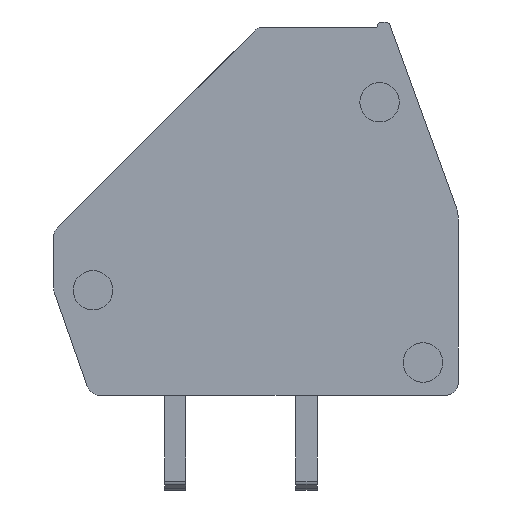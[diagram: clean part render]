
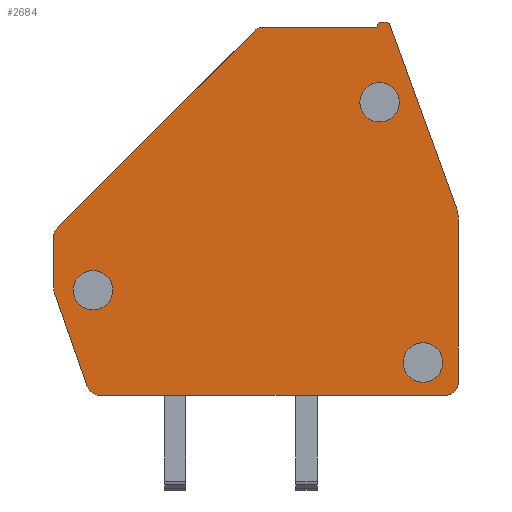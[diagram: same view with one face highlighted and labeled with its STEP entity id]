
A CAD part, front view. The second image highlights one B-rep face of the part: STEP entity #2684.
In plain terms, the highlighted planar face has unit normal (0, -1, 0).
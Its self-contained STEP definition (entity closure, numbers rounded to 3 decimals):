
#159=CIRCLE('',#2835,0.75);
#160=CIRCLE('',#2837,0.75);
#161=CIRCLE('',#2839,0.75);
#172=CIRCLE('',#2866,0.5);
#173=CIRCLE('',#2867,0.5);
#174=CIRCLE('',#2868,0.5);
#175=CIRCLE('',#2869,0.5);
#176=CIRCLE('',#2870,1.5);
#177=CIRCLE('',#2871,0.2);
#178=CIRCLE('',#2872,0.2);
#179=CIRCLE('',#2873,0.5);
#379=ORIENTED_EDGE('',*,*,#848,.F.);
#380=ORIENTED_EDGE('',*,*,#880,.T.);
#381=ORIENTED_EDGE('',*,*,#881,.T.);
#382=ORIENTED_EDGE('',*,*,#882,.T.);
#383=ORIENTED_EDGE('',*,*,#883,.T.);
#384=ORIENTED_EDGE('',*,*,#884,.T.);
#385=ORIENTED_EDGE('',*,*,#885,.T.);
#386=ORIENTED_EDGE('',*,*,#886,.F.);
#387=ORIENTED_EDGE('',*,*,#887,.T.);
#388=ORIENTED_EDGE('',*,*,#888,.F.);
#389=ORIENTED_EDGE('',*,*,#889,.F.);
#390=ORIENTED_EDGE('',*,*,#890,.F.);
#391=ORIENTED_EDGE('',*,*,#891,.T.);
#392=ORIENTED_EDGE('',*,*,#892,.T.);
#393=ORIENTED_EDGE('',*,*,#893,.T.);
#394=ORIENTED_EDGE('',*,*,#894,.F.);
#395=ORIENTED_EDGE('',*,*,#895,.T.);
#396=ORIENTED_EDGE('',*,*,#846,.F.);
#397=ORIENTED_EDGE('',*,*,#847,.F.);
#846=EDGE_CURVE('',#1107,#1107,#159,.F.);
#847=EDGE_CURVE('',#1108,#1108,#160,.F.);
#848=EDGE_CURVE('',#1109,#1109,#161,.F.);
#880=EDGE_CURVE('',#1125,#1126,#1264,.T.);
#881=EDGE_CURVE('',#1126,#1127,#172,.F.);
#882=EDGE_CURVE('',#1127,#1128,#1265,.T.);
#883=EDGE_CURVE('',#1128,#1129,#173,.F.);
#884=EDGE_CURVE('',#1129,#1130,#1266,.T.);
#885=EDGE_CURVE('',#1130,#1131,#174,.F.);
#886=EDGE_CURVE('',#1132,#1131,#1267,.T.);
#887=EDGE_CURVE('',#1132,#1133,#175,.F.);
#888=EDGE_CURVE('',#1134,#1133,#1268,.T.);
#889=EDGE_CURVE('',#1135,#1134,#176,.F.);
#890=EDGE_CURVE('',#1136,#1135,#1269,.T.);
#891=EDGE_CURVE('',#1136,#1137,#177,.F.);
#892=EDGE_CURVE('',#1137,#1138,#1270,.T.);
#893=EDGE_CURVE('',#1138,#1139,#178,.T.);
#894=EDGE_CURVE('',#1140,#1139,#1271,.T.);
#895=EDGE_CURVE('',#1140,#1125,#179,.F.);
#1107=VERTEX_POINT('',#3808);
#1108=VERTEX_POINT('',#3811);
#1109=VERTEX_POINT('',#3814);
#1125=VERTEX_POINT('',#3898);
#1126=VERTEX_POINT('',#3899);
#1127=VERTEX_POINT('',#3901);
#1128=VERTEX_POINT('',#3903);
#1129=VERTEX_POINT('',#3905);
#1130=VERTEX_POINT('',#3907);
#1131=VERTEX_POINT('',#3909);
#1132=VERTEX_POINT('',#3911);
#1133=VERTEX_POINT('',#3913);
#1134=VERTEX_POINT('',#3915);
#1135=VERTEX_POINT('',#3917);
#1136=VERTEX_POINT('',#3919);
#1137=VERTEX_POINT('',#3921);
#1138=VERTEX_POINT('',#3923);
#1139=VERTEX_POINT('',#3925);
#1140=VERTEX_POINT('',#3927);
#1264=LINE('',#3897,#1425);
#1265=LINE('',#3902,#1426);
#1266=LINE('',#3906,#1427);
#1267=LINE('',#3910,#1428);
#1268=LINE('',#3914,#1429);
#1269=LINE('',#3918,#1430);
#1270=LINE('',#3922,#1431);
#1271=LINE('',#3926,#1432);
#1425=VECTOR('',#3238,1000.);
#1426=VECTOR('',#3241,1000.);
#1427=VECTOR('',#3244,1000.);
#1428=VECTOR('',#3247,1000.);
#1429=VECTOR('',#3250,1000.);
#1430=VECTOR('',#3253,1000.);
#1431=VECTOR('',#3256,1000.);
#1432=VECTOR('',#3259,1000.);
#1588=EDGE_LOOP('',(#379));
#1589=EDGE_LOOP('',(#380,#381,#382,#383,#384,#385,#386,#387,#388,#389,#390,
#391,#392,#393,#394,#395));
#1590=EDGE_LOOP('',(#396));
#1591=EDGE_LOOP('',(#397));
#1712=FACE_BOUND('',#1588,.T.);
#1713=FACE_BOUND('',#1589,.T.);
#1714=FACE_BOUND('',#1590,.T.);
#1715=FACE_BOUND('',#1591,.T.);
#1801=PLANE('',#2865);
#2684=ADVANCED_FACE('',(#1712,#1713,#1714,#1715),#1801,.F.);
#2835=AXIS2_PLACEMENT_3D('',#3807,#3159,#3160);
#2837=AXIS2_PLACEMENT_3D('',#3810,#3163,#3164);
#2839=AXIS2_PLACEMENT_3D('',#3813,#3167,#3168);
#2865=AXIS2_PLACEMENT_3D('',#3896,#3236,#3237);
#2866=AXIS2_PLACEMENT_3D('',#3900,#3239,#3240);
#2867=AXIS2_PLACEMENT_3D('',#3904,#3242,#3243);
#2868=AXIS2_PLACEMENT_3D('',#3908,#3245,#3246);
#2869=AXIS2_PLACEMENT_3D('',#3912,#3248,#3249);
#2870=AXIS2_PLACEMENT_3D('',#3916,#3251,#3252);
#2871=AXIS2_PLACEMENT_3D('',#3920,#3254,#3255);
#2872=AXIS2_PLACEMENT_3D('',#3924,#3257,#3258);
#2873=AXIS2_PLACEMENT_3D('',#3928,#3260,#3261);
#3159=DIRECTION('',(0.,1.,0.));
#3160=DIRECTION('',(0.,0.,1.));
#3163=DIRECTION('',(0.,1.,0.));
#3164=DIRECTION('',(0.,0.,1.));
#3167=DIRECTION('',(0.,1.,0.));
#3168=DIRECTION('',(0.,0.,1.));
#3236=DIRECTION('',(0.,1.,0.));
#3237=DIRECTION('',(0.,0.,1.));
#3238=DIRECTION('',(-0.707,0.,-0.707));
#3239=DIRECTION('',(0.,1.,0.));
#3240=DIRECTION('',(0.,0.,1.));
#3241=DIRECTION('',(0.,0.,-1.));
#3242=DIRECTION('',(0.,1.,0.));
#3243=DIRECTION('',(0.,0.,1.));
#3244=DIRECTION('',(0.33,0.,-0.944));
#3245=DIRECTION('',(0.,1.,0.));
#3246=DIRECTION('',(0.,0.,1.));
#3247=DIRECTION('',(-1.,0.,0.));
#3248=DIRECTION('',(0.,1.,0.));
#3249=DIRECTION('',(0.,0.,1.));
#3250=DIRECTION('',(0.,0.,-1.));
#3251=DIRECTION('',(0.,-1.,0.));
#3252=DIRECTION('',(0.,0.,-1.));
#3253=DIRECTION('',(0.342,0.,-0.94));
#3254=DIRECTION('',(0.,1.,0.));
#3255=DIRECTION('',(0.,0.,1.));
#3256=DIRECTION('',(-1.,0.,0.));
#3257=DIRECTION('',(0.,-1.,0.));
#3258=DIRECTION('',(1.,0.,0.));
#3259=DIRECTION('',(1.,0.,0.));
#3260=DIRECTION('',(0.,1.,0.));
#3261=DIRECTION('',(0.,0.,1.));
#3807=CARTESIAN_POINT('',(24.85,-2.26,14.9));
#3808=CARTESIAN_POINT('',(24.85,-2.26,15.65));
#3810=CARTESIAN_POINT('',(26.5,-2.26,5.));
#3811=CARTESIAN_POINT('',(26.5,-2.26,5.75));
#3813=CARTESIAN_POINT('',(13.95,-2.26,7.75));
#3814=CARTESIAN_POINT('',(13.95,-2.26,8.5));
#3896=CARTESIAN_POINT('',(19.6,-2.26,0.));
#3897=CARTESIAN_POINT('',(20.23,-2.26,17.75));
#3898=CARTESIAN_POINT('',(20.083,-2.26,17.604));
#3899=CARTESIAN_POINT('',(12.596,-2.26,10.117));
#3900=CARTESIAN_POINT('',(12.95,-2.26,9.763));
#3901=CARTESIAN_POINT('',(12.45,-2.26,9.763));
#3902=CARTESIAN_POINT('',(12.45,-2.26,9.97));
#3903=CARTESIAN_POINT('',(12.45,-2.26,7.835));
#3904=CARTESIAN_POINT('',(12.95,-2.26,7.835));
#3905=CARTESIAN_POINT('',(12.478,-2.26,7.67));
#3906=CARTESIAN_POINT('',(12.45,-2.26,7.75));
#3907=CARTESIAN_POINT('',(13.733,-2.26,4.085));
#3908=CARTESIAN_POINT('',(14.205,-2.26,4.25));
#3909=CARTESIAN_POINT('',(14.205,-2.26,3.75));
#3910=CARTESIAN_POINT('',(29.6,-2.26,3.75));
#3911=CARTESIAN_POINT('',(27.35,-2.26,3.75));
#3912=CARTESIAN_POINT('',(27.35,-2.26,4.25));
#3913=CARTESIAN_POINT('',(27.85,-2.26,4.25));
#3914=CARTESIAN_POINT('',(27.85,-2.26,3.75));
#3915=CARTESIAN_POINT('',(27.85,-2.26,10.409));
#3916=CARTESIAN_POINT('',(26.35,-2.26,10.409));
#3917=CARTESIAN_POINT('',(27.76,-2.26,10.922));
#3918=CARTESIAN_POINT('',(30.315,-2.26,3.9));
#3919=CARTESIAN_POINT('',(25.25,-2.26,17.818));
#3920=CARTESIAN_POINT('',(25.062,-2.26,17.75));
#3921=CARTESIAN_POINT('',(25.062,-2.26,17.95));
#3922=CARTESIAN_POINT('',(25.061,-2.26,17.95));
#3923=CARTESIAN_POINT('',(24.95,-2.26,17.95));
#3924=CARTESIAN_POINT('',(24.95,-2.26,17.75));
#3925=CARTESIAN_POINT('',(24.75,-2.26,17.75));
#3926=CARTESIAN_POINT('',(19.6,-2.26,17.75));
#3927=CARTESIAN_POINT('',(20.437,-2.26,17.75));
#3928=CARTESIAN_POINT('',(20.437,-2.26,17.25));
